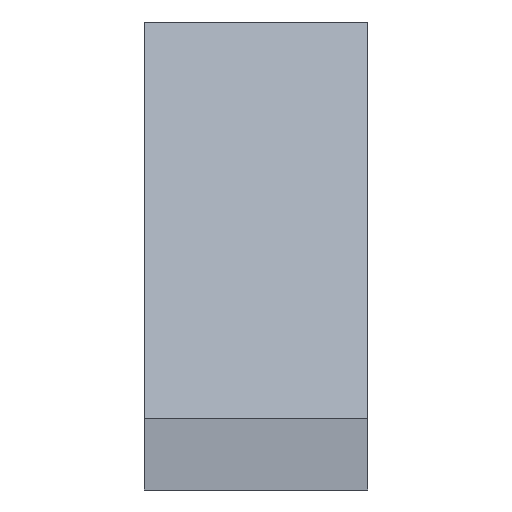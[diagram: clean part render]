
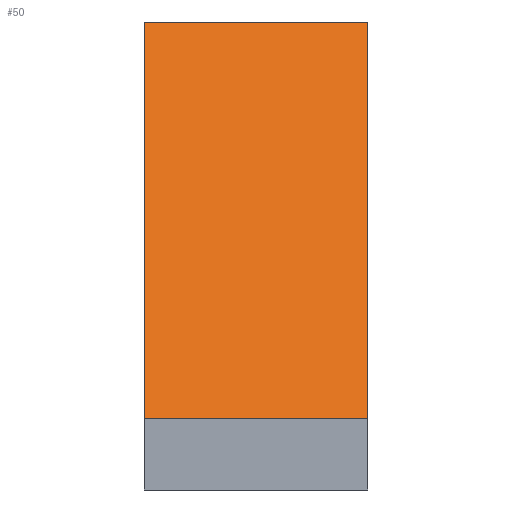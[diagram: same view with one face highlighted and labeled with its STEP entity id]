
A CAD part, front view. The second image highlights one B-rep face of the part: STEP entity #50.
In plain terms, the highlighted planar face has unit normal (0, -0.707, 0.707).
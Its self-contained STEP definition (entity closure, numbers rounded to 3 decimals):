
#50=ADVANCED_FACE('',(#100),#101,.T.);
#100=FACE_OUTER_BOUND('',#147,.T.);
#101=PLANE('',#148);
#147=EDGE_LOOP('',(#229,#230,#231,#232));
#148=AXIS2_PLACEMENT_3D('',#233,#234,#235);
#229=ORIENTED_EDGE('',*,*,#320,.F.);
#230=ORIENTED_EDGE('',*,*,#305,.F.);
#231=ORIENTED_EDGE('',*,*,#317,.F.);
#232=ORIENTED_EDGE('',*,*,#321,.F.);
#233=CARTESIAN_POINT('',(0.,-13.662,90.0));
#234=DIRECTION('',(0.,-0.707,0.707));
#235=DIRECTION('',(-1.0,0.,0.0));
#305=EDGE_CURVE('',#363,#365,#366,.T.);
#317=EDGE_CURVE('',#382,#363,#383,.T.);
#320=EDGE_CURVE('',#365,#386,#387,.T.);
#321=EDGE_CURVE('',#386,#382,#388,.T.);
#363=VERTEX_POINT('',#445);
#365=VERTEX_POINT('',#448);
#366=LINE('',#449,#450);
#382=VERTEX_POINT('',#474);
#383=LINE('',#475,#476);
#386=VERTEX_POINT('',#480);
#387=LINE('',#481,#482);
#388=LINE('',#483,#484);
#445=CARTESIAN_POINT('',(21.5,-13.662,90.0));
#448=CARTESIAN_POINT('',(21.5,-90.0,13.662));
#449=CARTESIAN_POINT('',(21.5,-13.662,90.0));
#450=VECTOR('',#520,107.958);
#474=CARTESIAN_POINT('',(-21.5,-13.662,90.0));
#475=CARTESIAN_POINT('',(-21.5,-13.662,90.0));
#476=VECTOR('',#529,43.0);
#480=CARTESIAN_POINT('',(-21.5,-90.0,13.662));
#481=CARTESIAN_POINT('',(21.5,-90.0,13.662));
#482=VECTOR('',#531,43.0);
#483=CARTESIAN_POINT('',(-21.5,-90.0,13.662));
#484=VECTOR('',#532,107.958);
#520=DIRECTION('',(0.,-0.707,-0.707));
#529=DIRECTION('',(1.0,0.,0.0));
#531=DIRECTION('',(-1.0,0.,0.0));
#532=DIRECTION('',(0.,0.707,0.707));
